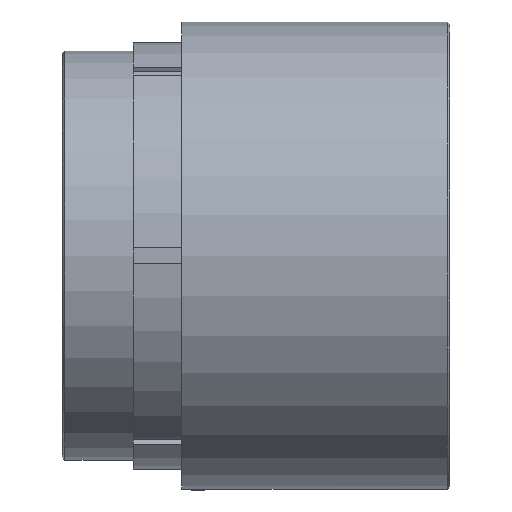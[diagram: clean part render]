
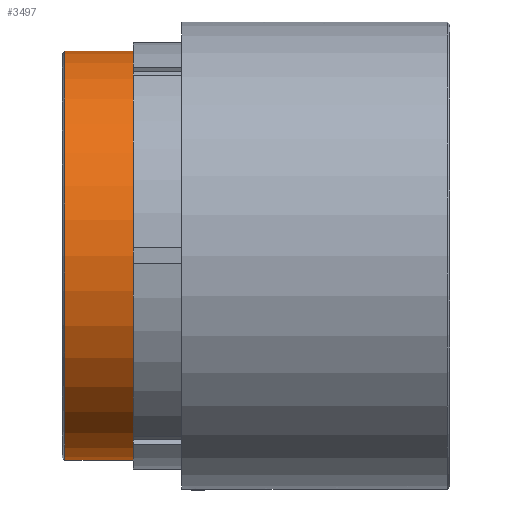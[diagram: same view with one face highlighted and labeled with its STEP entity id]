
A CAD part, left-side view. The second image highlights one B-rep face of the part: STEP entity #3497.
In plain terms, the highlighted cylindrical face has radius 60.922 mm (diameter 121.844 mm), a partial arc.
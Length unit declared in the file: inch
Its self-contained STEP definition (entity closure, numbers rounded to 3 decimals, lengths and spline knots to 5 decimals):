
#400 = CARTESIAN_POINT ( 'NONE',  ( 0., 3.707, 2.3985 ) ) ;
#592 = EDGE_CURVE ( 'NONE', #1466, #722, #4140, .T. ) ;
#650 = CIRCLE ( 'NONE', #4568, 2.3985 ) ;
#722 = VERTEX_POINT ( 'NONE', #2590 ) ;
#866 = DIRECTION ( 'NONE',  ( 0., 0., 1. ) ) ;
#885 = EDGE_CURVE ( 'NONE', #4742, #5215, #650, .T. ) ;
#1164 = LINE ( 'NONE', #3334, #4620 ) ;
#1466 = VERTEX_POINT ( 'NONE', #2070 ) ;
#1656 = EDGE_CURVE ( 'NONE', #5215, #1466, #3641, .T. ) ;
#1708 = AXIS2_PLACEMENT_3D ( 'NONE', #5087, #3827, #866 ) ;
#2059 = DIRECTION ( 'NONE',  ( 0., 1., 0. ) ) ;
#2070 = CARTESIAN_POINT ( 'NONE',  ( 0., 4.512, 2.3985 ) ) ;
#2074 = DIRECTION ( 'NONE',  ( 0., -1., 0. ) ) ;
#2100 = DIRECTION ( 'NONE',  ( 0., 0., 1. ) ) ;
#2386 = EDGE_LOOP ( 'NONE', ( #4772, #5349, #2628, #4589 ) ) ;
#2590 = CARTESIAN_POINT ( 'NONE',  ( 0., 4.512, -2.3985 ) ) ;
#2628 = ORIENTED_EDGE ( 'NONE', *, *, #1656, .T. ) ;
#2735 = CARTESIAN_POINT ( 'NONE',  ( 0., 3.707, 0. ) ) ;
#2882 = CARTESIAN_POINT ( 'NONE',  ( 0., 3.707, 2.3985 ) ) ;
#3301 = CYLINDRICAL_SURFACE ( 'NONE', #1708, 2.3985 ) ;
#3334 = CARTESIAN_POINT ( 'NONE',  ( 0., 3.707, -2.3985 ) ) ;
#3463 = EDGE_CURVE ( 'NONE', #4742, #722, #1164, .T. ) ;
#3497 = ADVANCED_FACE ( 'NONE', ( #3800 ), #3301, .T. ) ;
#3641 = LINE ( 'NONE', #2882, #4439 ) ;
#3800 = FACE_OUTER_BOUND ( 'NONE', #2386, .T. ) ;
#3827 = DIRECTION ( 'NONE',  ( 0., 1., 0. ) ) ;
#3913 = CARTESIAN_POINT ( 'NONE',  ( 0., 3.707, -2.3985 ) ) ;
#4140 = CIRCLE ( 'NONE', #5053, 2.3985 ) ;
#4338 = CARTESIAN_POINT ( 'NONE',  ( 0., 4.512, 0. ) ) ;
#4439 = VECTOR ( 'NONE', #2059, 39.37008 ) ;
#4568 = AXIS2_PLACEMENT_3D ( 'NONE', #2735, #5230, #5627 ) ;
#4589 = ORIENTED_EDGE ( 'NONE', *, *, #592, .T. ) ;
#4620 = VECTOR ( 'NONE', #5479, 39.37008 ) ;
#4742 = VERTEX_POINT ( 'NONE', #3913 ) ;
#4772 = ORIENTED_EDGE ( 'NONE', *, *, #3463, .F. ) ;
#5053 = AXIS2_PLACEMENT_3D ( 'NONE', #4338, #2074, #2100 ) ;
#5087 = CARTESIAN_POINT ( 'NONE',  ( 0., 3.707, 0. ) ) ;
#5215 = VERTEX_POINT ( 'NONE', #400 ) ;
#5230 = DIRECTION ( 'NONE',  ( 0., 1., 0. ) ) ;
#5349 = ORIENTED_EDGE ( 'NONE', *, *, #885, .T. ) ;
#5479 = DIRECTION ( 'NONE',  ( 0., 1., 0. ) ) ;
#5627 = DIRECTION ( 'NONE',  ( 0., 0., 1. ) ) ;
